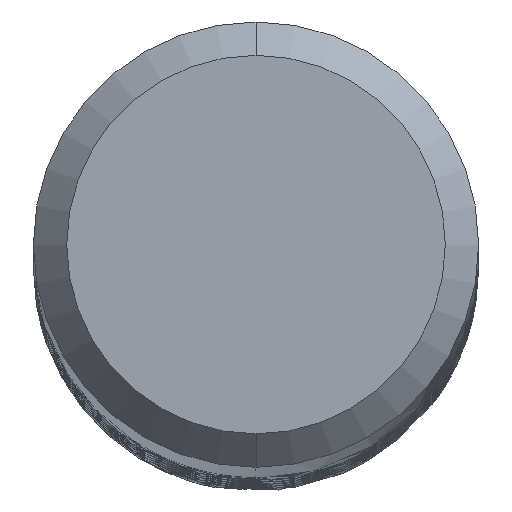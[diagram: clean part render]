
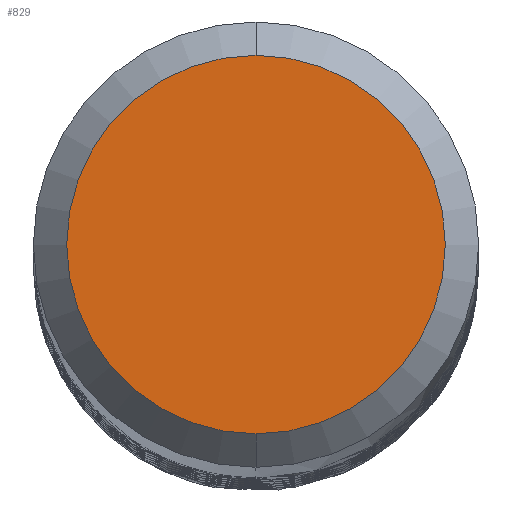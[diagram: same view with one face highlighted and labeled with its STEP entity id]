
A CAD part, top view. The second image highlights one B-rep face of the part: STEP entity #829.
In plain terms, the highlighted planar face has unit normal (0, 0, 1).
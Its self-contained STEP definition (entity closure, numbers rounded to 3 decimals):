
#405=EDGE_CURVE('',#679,#747,#1092,.T.);
#593=EDGE_CURVE('',#747,#679,#1298,.T.);
#679=VERTEX_POINT('',#1392);
#747=VERTEX_POINT('',#1467);
#829=ADVANCED_FACE('',(#1555),#1556,.T.);
#1092=CIRCLE('',#2139,1.7);
#1298=CIRCLE('',#6007,1.7);
#1392=CARTESIAN_POINT('',(0.0,1.7,0.0));
#1467=CARTESIAN_POINT('',(0.,-1.7,0.0));
#1555=FACE_OUTER_BOUND('',#11299,.T.);
#1556=PLANE('',#11300);
#2139=AXIS2_PLACEMENT_3D('',#16291,#16292,#16293);
#6007=AXIS2_PLACEMENT_3D('',#16512,#16513,#16514);
#11299=EDGE_LOOP('',(#16776,#16777));
#11300=AXIS2_PLACEMENT_3D('',#16778,#16779,#16780);
#16291=CARTESIAN_POINT('',(0.0,0.0,0.0));
#16292=DIRECTION('',(0.0,0.0,-1.0));
#16293=DIRECTION('',(0.0,1.0,0.0));
#16512=CARTESIAN_POINT('',(0.0,0.0,0.0));
#16513=DIRECTION('',(0.0,0.0,-1.0));
#16514=DIRECTION('',(0.0,1.0,0.0));
#16776=ORIENTED_EDGE('',*,*,#405,.F.);
#16777=ORIENTED_EDGE('',*,*,#593,.F.);
#16778=CARTESIAN_POINT('',(0.0,0.85,0.0));
#16779=DIRECTION('',(-0.0,0.0,1.0));
#16780=DIRECTION('',(0.0,-1.0,0.0));
